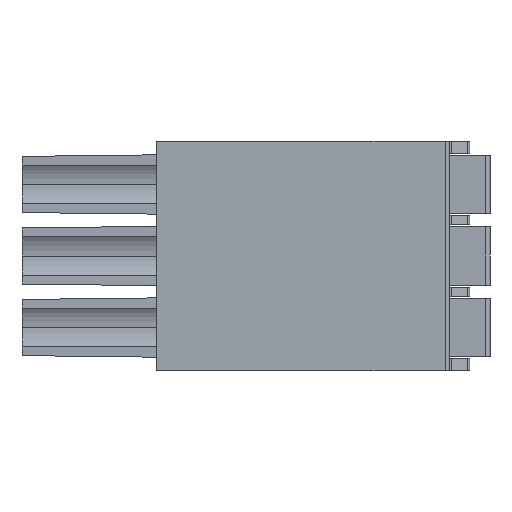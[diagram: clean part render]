
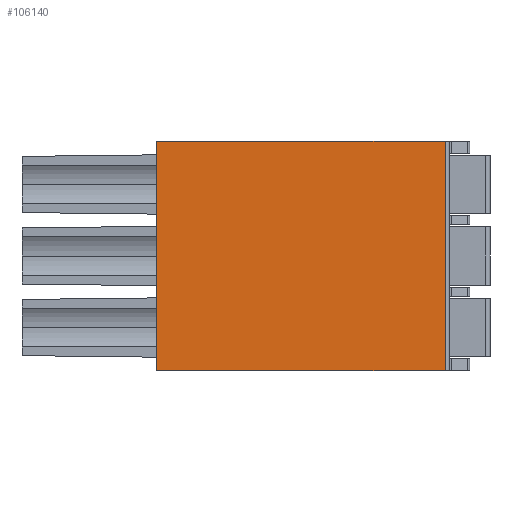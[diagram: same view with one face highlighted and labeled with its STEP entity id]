
A CAD part, front view. The second image highlights one B-rep face of the part: STEP entity #106140.
In plain terms, the highlighted planar face has unit normal (0, -1, 0).
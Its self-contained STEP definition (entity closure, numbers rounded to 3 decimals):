
#10830=CARTESIAN_POINT('',(33.872,39.887,
-19.75));
#10840=VERTEX_POINT('',#10830);
#10870=CARTESIAN_POINT('',(33.872,39.887,
-17.625));
#10880=DIRECTION('',(0.,0.,-1.));
#10890=VECTOR('',#10880,1.);
#10900=LINE('',#10870,#10890);
#10910=CARTESIAN_POINT('',(33.872,39.887,
-8.5));
#10920=VERTEX_POINT('',#10910);
#10930=EDGE_CURVE('',#10920,#10840,#10900,.T.);
#18790=CARTESIAN_POINT('',(19.772,39.887,
-8.5));
#18800=VERTEX_POINT('',#18790);
#18830=CARTESIAN_POINT('',(19.772,39.887,0.));
#18840=DIRECTION('',(0.,0.,-1.));
#18850=VECTOR('',#18840,1.);
#18860=LINE('',#18830,#18850);
#18870=CARTESIAN_POINT('',(19.772,39.887,
-19.75));
#18880=VERTEX_POINT('',#18870);
#18890=EDGE_CURVE('',#18800,#18880,#18860,.T.);
#31730=CARTESIAN_POINT('',(0.,39.887,-8.5));
#31740=DIRECTION('',(-1.,0.,0.));
#31750=VECTOR('',#31740,1.);
#31760=LINE('',#31730,#31750);
#31770=EDGE_CURVE('',#10920,#18800,#31760,.T.);
#79910=CARTESIAN_POINT('',(0.,39.887,-19.75));
#79920=DIRECTION('',(1.,0.,0.));
#79930=VECTOR('',#79920,1.);
#79940=LINE('',#79910,#79930);
#79950=EDGE_CURVE('',#18880,#10840,#79940,.T.);
#106030=CARTESIAN_POINT('',(21.772,39.887,
16.));
#106040=DIRECTION('',(0.,-1.,0.));
#106050=DIRECTION('',(-1.,0.,0.));
#106060=AXIS2_PLACEMENT_3D('',#106030,#106040,#106050);
#106070=PLANE('',#106060);
#106080=ORIENTED_EDGE('',*,*,#31770,.T.);
#106090=ORIENTED_EDGE('',*,*,#10930,.F.);
#106100=ORIENTED_EDGE('',*,*,#79950,.T.);
#106110=ORIENTED_EDGE('',*,*,#18890,.T.);
#106120=EDGE_LOOP('',(#106110,#106100,#106090,#106080));
#106130=FACE_OUTER_BOUND('',#106120,.T.);
#106140=ADVANCED_FACE('',(#106130),#106070,.T.);
